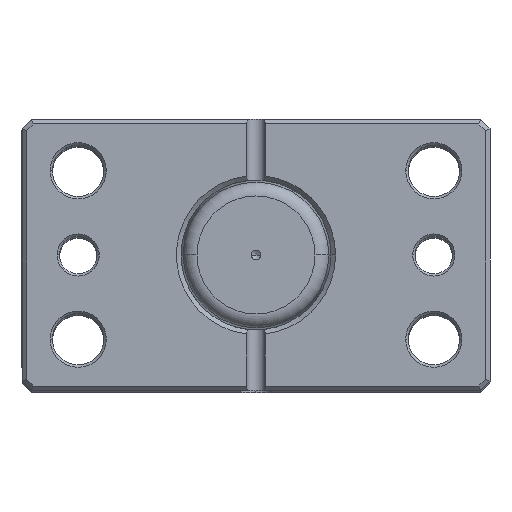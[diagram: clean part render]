
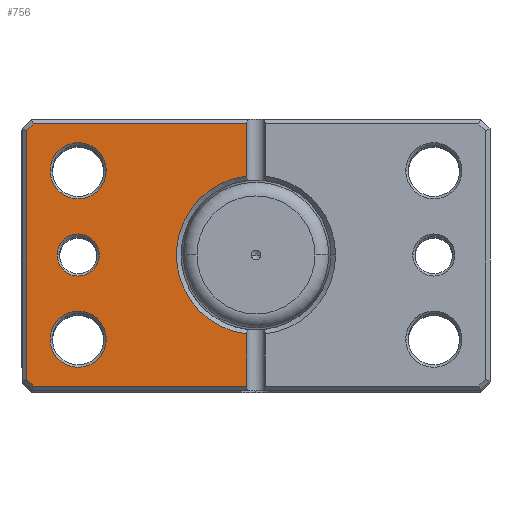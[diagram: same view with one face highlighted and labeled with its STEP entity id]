
A CAD part, top view. The second image highlights one B-rep face of the part: STEP entity #756.
In plain terms, the highlighted face is planar.
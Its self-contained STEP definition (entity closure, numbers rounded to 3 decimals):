
#131 = LINE ( 'NONE', #3794, #2961 ) ;
#138 = CARTESIAN_POINT ( 'NONE',  ( 47.586, 28., 0. ) ) ;
#176 = CARTESIAN_POINT ( 'NONE',  ( 44., 18., 0. ) ) ;
#213 = EDGE_LOOP ( 'NONE', ( #2006, #6996 ) ) ;
#336 = VERTEX_POINT ( 'NONE', #4706 ) ;
#362 = CARTESIAN_POINT ( 'NONE',  ( 38., 0., 0. ) ) ;
#378 = FACE_BOUND ( 'NONE', #213, .T. ) ;
#391 = VERTEX_POINT ( 'NONE', #176 ) ;
#405 = VERTEX_POINT ( 'NONE', #1385 ) ;
#469 = PLANE ( 'NONE',  #4501 ) ;
#579 = DIRECTION ( 'NONE',  ( 1., 0., 0. ) ) ;
#621 = CARTESIAN_POINT ( 'NONE',  ( 2., 29., 0. ) ) ;
#677 = VERTEX_POINT ( 'NONE', #6683 ) ;
#723 = EDGE_CURVE ( 'NONE', #1921, #336, #4830, .T. ) ;
#756 = ADVANCED_FACE ( 'NONE', ( #6074, #2240, #378, #6246 ), #469, .F. ) ;
#759 = EDGE_CURVE ( 'NONE', #2366, #405, #1714, .T. ) ;
#777 = DIRECTION ( 'NONE',  ( 0., 0., 1. ) ) ;
#861 = EDGE_CURVE ( 'NONE', #1830, #391, #2843, .T. ) ;
#937 = EDGE_LOOP ( 'NONE', ( #4063, #6117, #3351, #5998, #4788, #2450, #5350, #5452 ) ) ;
#942 = DIRECTION ( 'NONE',  ( 1., 0., 0. ) ) ;
#996 = CARTESIAN_POINT ( 'NONE',  ( 2., -28., 0. ) ) ;
#1020 = VERTEX_POINT ( 'NONE', #4591 ) ;
#1200 = DIRECTION ( 'NONE',  ( 0., 1., 0. ) ) ;
#1385 = CARTESIAN_POINT ( 'NONE',  ( 2., -16.882, 0. ) ) ;
#1555 = CARTESIAN_POINT ( 'NONE',  ( 44., -18., 0. ) ) ;
#1714 = LINE ( 'NONE', #6003, #4652 ) ;
#1726 = EDGE_CURVE ( 'NONE', #2671, #3827, #2045, .T. ) ;
#1774 = CARTESIAN_POINT ( 'NONE',  ( 2., 16.882, 0. ) ) ;
#1804 = DIRECTION ( 'NONE',  ( 1., 0., 0. ) ) ;
#1805 = CARTESIAN_POINT ( 'NONE',  ( 38., -18., 0. ) ) ;
#1830 = VERTEX_POINT ( 'NONE', #2698 ) ;
#1841 = CARTESIAN_POINT ( 'NONE',  ( 49., -26.586, 0. ) ) ;
#1921 = VERTEX_POINT ( 'NONE', #1555 ) ;
#1923 = VERTEX_POINT ( 'NONE', #1841 ) ;
#2006 = ORIENTED_EDGE ( 'NONE', *, *, #861, .T. ) ;
#2019 = AXIS2_PLACEMENT_3D ( 'NONE', #4098, #777, #4659 ) ;
#2045 = LINE ( 'NONE', #6288, #4814 ) ;
#2093 = CARTESIAN_POINT ( 'NONE',  ( 38., 18., 0. ) ) ;
#2134 = LINE ( 'NONE', #621, #6791 ) ;
#2137 = LINE ( 'NONE', #3788, #3768 ) ;
#2240 = FACE_BOUND ( 'NONE', #2872, .T. ) ;
#2366 = VERTEX_POINT ( 'NONE', #996 ) ;
#2372 = DIRECTION ( 'NONE',  ( 1., 0., 0. ) ) ;
#2391 = AXIS2_PLACEMENT_3D ( 'NONE', #6250, #2993, #6777 ) ;
#2421 = EDGE_CURVE ( 'NONE', #1923, #3679, #2137, .T. ) ;
#2450 = ORIENTED_EDGE ( 'NONE', *, *, #5261, .T. ) ;
#2628 = ORIENTED_EDGE ( 'NONE', *, *, #723, .T. ) ;
#2659 = DIRECTION ( 'NONE',  ( 1., 0., 0. ) ) ;
#2671 = VERTEX_POINT ( 'NONE', #138 ) ;
#2698 = CARTESIAN_POINT ( 'NONE',  ( 32., 18., 0. ) ) ;
#2843 = CIRCLE ( 'NONE', #6299, 6. ) ;
#2849 = CIRCLE ( 'NONE', #4428, 6. ) ;
#2864 = CARTESIAN_POINT ( 'NONE',  ( 38., 18., 0. ) ) ;
#2872 = EDGE_LOOP ( 'NONE', ( #5343, #2628 ) ) ;
#2878 = CARTESIAN_POINT ( 'NONE',  ( 47.586, -28., 0. ) ) ;
#2901 = DIRECTION ( 'NONE',  ( 0., 0., 1. ) ) ;
#2957 = EDGE_CURVE ( 'NONE', #4257, #5055, #2134, .T. ) ;
#2961 = VECTOR ( 'NONE', #5409, 1000. ) ;
#2993 = DIRECTION ( 'NONE',  ( 0., 0., 1. ) ) ;
#3011 = LINE ( 'NONE', #5025, #4649 ) ;
#3326 = DIRECTION ( 'NONE',  ( -0.707, -0.707, 0. ) ) ;
#3351 = ORIENTED_EDGE ( 'NONE', *, *, #2957, .T. ) ;
#3369 = DIRECTION ( 'NONE',  ( 0., -1., 0. ) ) ;
#3377 = DIRECTION ( 'NONE',  ( 1., 0., 0. ) ) ;
#3399 = AXIS2_PLACEMENT_3D ( 'NONE', #3789, #2901, #1804 ) ;
#3413 = VECTOR ( 'NONE', #3369, 1000. ) ;
#3427 = DIRECTION ( 'NONE',  ( 1., 0., 0. ) ) ;
#3521 = CARTESIAN_POINT ( 'NONE',  ( 49., 26.586, 0. ) ) ;
#3679 = VERTEX_POINT ( 'NONE', #2878 ) ;
#3710 = AXIS2_PLACEMENT_3D ( 'NONE', #362, #4275, #942 ) ;
#3718 = EDGE_CURVE ( 'NONE', #336, #1921, #2849, .T. ) ;
#3746 = CARTESIAN_POINT ( 'NONE',  ( 2., 28., 0. ) ) ;
#3768 = VECTOR ( 'NONE', #3326, 1000. ) ;
#3788 = CARTESIAN_POINT ( 'NONE',  ( 37.793, -37.793, 0. ) ) ;
#3789 = CARTESIAN_POINT ( 'NONE',  ( 38., -18., 0. ) ) ;
#3794 = CARTESIAN_POINT ( 'NONE',  ( 0., -28., 0. ) ) ;
#3827 = VERTEX_POINT ( 'NONE', #3521 ) ;
#3907 = CARTESIAN_POINT ( 'NONE',  ( 49., 0., 0. ) ) ;
#4003 = CIRCLE ( 'NONE', #2391, 17. ) ;
#4063 = ORIENTED_EDGE ( 'NONE', *, *, #759, .T. ) ;
#4098 = CARTESIAN_POINT ( 'NONE',  ( 38., 0., 0. ) ) ;
#4180 = CIRCLE ( 'NONE', #2019, 4.5 ) ;
#4224 = EDGE_CURVE ( 'NONE', #5055, #2671, #3011, .T. ) ;
#4257 = VERTEX_POINT ( 'NONE', #1774 ) ;
#4275 = DIRECTION ( 'NONE',  ( 0., 0., 1. ) ) ;
#4428 = AXIS2_PLACEMENT_3D ( 'NONE', #1805, #5621, #2372 ) ;
#4501 = AXIS2_PLACEMENT_3D ( 'NONE', #6729, #5458, #3427 ) ;
#4591 = CARTESIAN_POINT ( 'NONE',  ( 42.5, 0., 0. ) ) ;
#4641 = CIRCLE ( 'NONE', #3710, 4.5 ) ;
#4649 = VECTOR ( 'NONE', #579, 1000. ) ;
#4652 = VECTOR ( 'NONE', #6223, 1000. ) ;
#4659 = DIRECTION ( 'NONE',  ( 1., 0., 0. ) ) ;
#4706 = CARTESIAN_POINT ( 'NONE',  ( 32., -18., 0. ) ) ;
#4755 = EDGE_CURVE ( 'NONE', #391, #1830, #4889, .T. ) ;
#4788 = ORIENTED_EDGE ( 'NONE', *, *, #1726, .T. ) ;
#4814 = VECTOR ( 'NONE', #6431, 1000. ) ;
#4830 = CIRCLE ( 'NONE', #3399, 6. ) ;
#4889 = CIRCLE ( 'NONE', #6426, 6. ) ;
#4916 = EDGE_LOOP ( 'NONE', ( #5619, #6968 ) ) ;
#4949 = DIRECTION ( 'NONE',  ( 0., 0., 1. ) ) ;
#5025 = CARTESIAN_POINT ( 'NONE',  ( 0., 28., 0. ) ) ;
#5035 = LINE ( 'NONE', #3907, #3413 ) ;
#5055 = VERTEX_POINT ( 'NONE', #3746 ) ;
#5261 = EDGE_CURVE ( 'NONE', #3827, #1923, #5035, .T. ) ;
#5343 = ORIENTED_EDGE ( 'NONE', *, *, #3718, .T. ) ;
#5350 = ORIENTED_EDGE ( 'NONE', *, *, #2421, .T. ) ;
#5409 = DIRECTION ( 'NONE',  ( -1., 0., 0. ) ) ;
#5417 = EDGE_CURVE ( 'NONE', #405, #4257, #4003, .T. ) ;
#5428 = EDGE_CURVE ( 'NONE', #1020, #677, #4180, .T. ) ;
#5452 = ORIENTED_EDGE ( 'NONE', *, *, #6049, .T. ) ;
#5458 = DIRECTION ( 'NONE',  ( 0., 0., 1. ) ) ;
#5619 = ORIENTED_EDGE ( 'NONE', *, *, #6762, .T. ) ;
#5621 = DIRECTION ( 'NONE',  ( 0., 0., 1. ) ) ;
#5910 = DIRECTION ( 'NONE',  ( 0., 0., 1. ) ) ;
#5998 = ORIENTED_EDGE ( 'NONE', *, *, #4224, .T. ) ;
#6003 = CARTESIAN_POINT ( 'NONE',  ( 2., 29., 0. ) ) ;
#6049 = EDGE_CURVE ( 'NONE', #3679, #2366, #131, .T. ) ;
#6074 = FACE_BOUND ( 'NONE', #4916, .T. ) ;
#6117 = ORIENTED_EDGE ( 'NONE', *, *, #5417, .T. ) ;
#6223 = DIRECTION ( 'NONE',  ( 0., 1., 0. ) ) ;
#6246 = FACE_OUTER_BOUND ( 'NONE', #937, .T. ) ;
#6250 = CARTESIAN_POINT ( 'NONE',  ( 0., 0., 0. ) ) ;
#6288 = CARTESIAN_POINT ( 'NONE',  ( 37.793, 37.793, 0. ) ) ;
#6299 = AXIS2_PLACEMENT_3D ( 'NONE', #2864, #4949, #3377 ) ;
#6426 = AXIS2_PLACEMENT_3D ( 'NONE', #2093, #5910, #2659 ) ;
#6431 = DIRECTION ( 'NONE',  ( 0.707, -0.707, 0. ) ) ;
#6683 = CARTESIAN_POINT ( 'NONE',  ( 33.5, 0., 0. ) ) ;
#6729 = CARTESIAN_POINT ( 'NONE',  ( 0., 0., 0. ) ) ;
#6762 = EDGE_CURVE ( 'NONE', #677, #1020, #4641, .T. ) ;
#6777 = DIRECTION ( 'NONE',  ( 1., 0., 0. ) ) ;
#6791 = VECTOR ( 'NONE', #1200, 1000. ) ;
#6968 = ORIENTED_EDGE ( 'NONE', *, *, #5428, .T. ) ;
#6996 = ORIENTED_EDGE ( 'NONE', *, *, #4755, .T. ) ;
